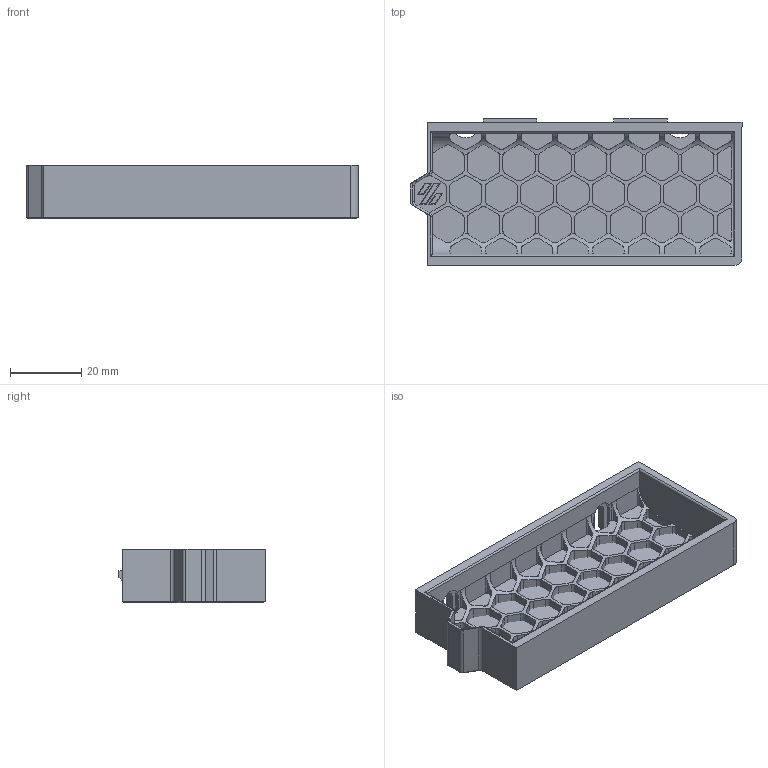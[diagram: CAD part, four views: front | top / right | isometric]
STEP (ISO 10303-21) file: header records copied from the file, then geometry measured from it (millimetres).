
FILE_DESCRIPTION(/* description */ (''),/* implementation_level */ '2;1');
FILE_NAME(/* name */ 'Skirt_Side_B_150_x2 Meshified.step',/* time_stamp */ '2022-09-07T17:31:15-06:00',/* author */ (''),/* organization */ (''),/* preprocessor_version */ 'ST-DEVELOPER v19',/* originating_system */ 'Autodesk Translation Framework v11.7.0.108',/* authorisation */ '');
FILE_SCHEMA (('AUTOMOTIVE_DESIGN { 1 0 10303 214 3 1 1 }'));
Length unit declared in the file: millimetre
Products named in the file (2): (Unsaved); Skirt_Side_B_150_x2 v4
Assembly tree (1 placements, depth 2):
  (Unsaved)
    Skirt_Side_B_150_x2 v4
Bounding box: 93 x 41 x 15 mm (x, y, z)
Volume: 14657.2 mm3; surface area: 18108.6 mm2
Topology: 2 solids, 2 shells, 614 faces, 1813 edges, 1187 vertices
Faces by surface type: plane 340, cylinder 265, cone 5, torus 4
Entity records: 21399 total; most frequent: CARTESIAN_POINT 4604, ORIENTED_EDGE 3626, DIRECTION 3456, EDGE_CURVE 1813, VERTEX_POINT 1187, AXIS2_PLACEMENT_3D 1158, LINE 1140, VECTOR 1140
